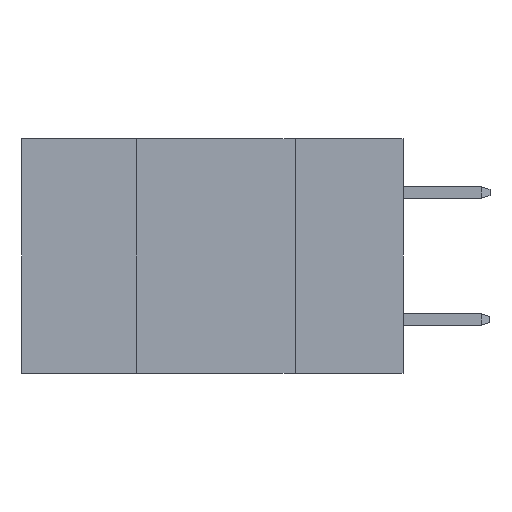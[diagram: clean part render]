
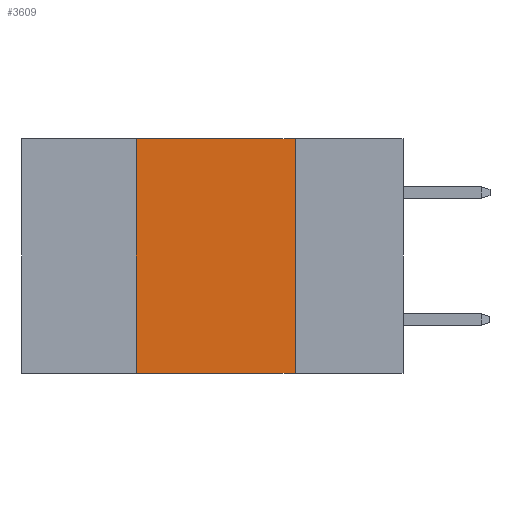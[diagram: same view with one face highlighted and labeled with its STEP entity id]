
A CAD part, left-side view. The second image highlights one B-rep face of the part: STEP entity #3609.
In plain terms, the highlighted planar face has unit normal (-1, 0, 0).
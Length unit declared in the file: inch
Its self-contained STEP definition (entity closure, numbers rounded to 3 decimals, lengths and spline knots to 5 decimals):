
#72 = EDGE_CURVE ( 'NONE', #4132, #238, #4114, .T. ) ;
#238 = VERTEX_POINT ( 'NONE', #788 ) ;
#275 = CARTESIAN_POINT ( 'NONE',  ( 0., 0.6, 0. ) ) ;
#699 = CARTESIAN_POINT ( 'NONE',  ( 0., 0.42, 0. ) ) ;
#788 = CARTESIAN_POINT ( 'NONE',  ( 0., 0.42, 0. ) ) ;
#1525 = DIRECTION ( 'NONE',  ( 0., 0., 1. ) ) ;
#2605 = CARTESIAN_POINT ( 'NONE',  ( 0., 0.17, -0.37 ) ) ;
#2638 = ORIENTED_EDGE ( 'NONE', *, *, #4139, .F. ) ;
#2928 = VECTOR ( 'NONE', #8603, 39.37008 ) ;
#2973 = VERTEX_POINT ( 'NONE', #3489 ) ;
#3077 = FACE_OUTER_BOUND ( 'NONE', #6907, .T. ) ;
#3489 = CARTESIAN_POINT ( 'NONE',  ( 0., 0.17, 0. ) ) ;
#3609 = ADVANCED_FACE ( 'NONE', ( #3077 ), #9371, .F. ) ;
#4114 = LINE ( 'NONE', #699, #5877 ) ;
#4132 = VERTEX_POINT ( 'NONE', #11090 ) ;
#4139 = EDGE_CURVE ( 'NONE', #238, #2973, #7788, .T. ) ;
#4160 = VECTOR ( 'NONE', #5096, 39.37008 ) ;
#4372 = CARTESIAN_POINT ( 'NONE',  ( 0., 0.6, 0. ) ) ;
#5022 = LINE ( 'NONE', #11230, #2928 ) ;
#5096 = DIRECTION ( 'NONE',  ( 0., 0., -1. ) ) ;
#5208 = EDGE_CURVE ( 'NONE', #2973, #8998, #5963, .T. ) ;
#5248 = AXIS2_PLACEMENT_3D ( 'NONE', #275, #9261, #11076 ) ;
#5877 = VECTOR ( 'NONE', #1525, 39.37008 ) ;
#5963 = LINE ( 'NONE', #9554, #4160 ) ;
#6700 = ORIENTED_EDGE ( 'NONE', *, *, #72, .F. ) ;
#6907 = EDGE_LOOP ( 'NONE', ( #9662, #2638, #6700, #10990 ) ) ;
#7290 = EDGE_CURVE ( 'NONE', #4132, #8998, #5022, .T. ) ;
#7788 = LINE ( 'NONE', #4372, #8997 ) ;
#8603 = DIRECTION ( 'NONE',  ( 0., -1., 0. ) ) ;
#8997 = VECTOR ( 'NONE', #10627, 39.37008 ) ;
#8998 = VERTEX_POINT ( 'NONE', #2605 ) ;
#9261 = DIRECTION ( 'NONE',  ( 1., 0., 0. ) ) ;
#9371 = PLANE ( 'NONE',  #5248 ) ;
#9554 = CARTESIAN_POINT ( 'NONE',  ( 0., 0.17, 0. ) ) ;
#9662 = ORIENTED_EDGE ( 'NONE', *, *, #5208, .F. ) ;
#10627 = DIRECTION ( 'NONE',  ( 0., -1., 0. ) ) ;
#10990 = ORIENTED_EDGE ( 'NONE', *, *, #7290, .T. ) ;
#11076 = DIRECTION ( 'NONE',  ( 0., 0., -1. ) ) ;
#11090 = CARTESIAN_POINT ( 'NONE',  ( 0., 0.42, -0.37 ) ) ;
#11230 = CARTESIAN_POINT ( 'NONE',  ( 0., 0.6, -0.37 ) ) ;
